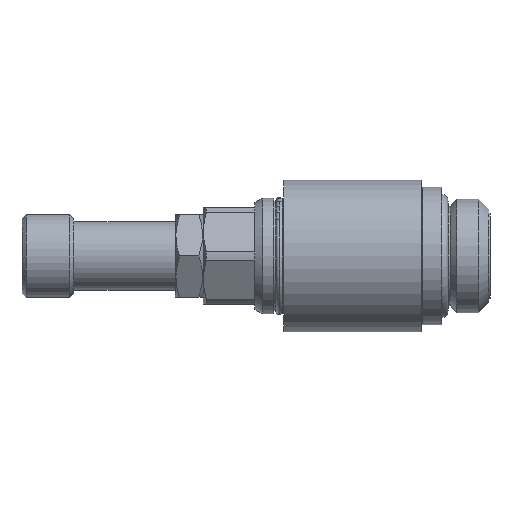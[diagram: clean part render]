
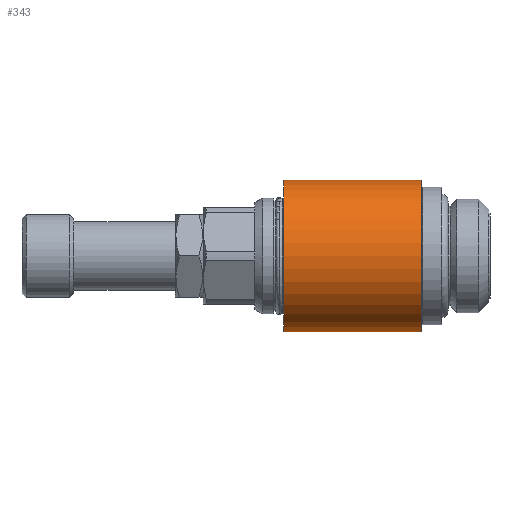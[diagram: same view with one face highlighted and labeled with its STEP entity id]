
A CAD part, left-side view. The second image highlights one B-rep face of the part: STEP entity #343.
In plain terms, the highlighted cylindrical face has radius 11 mm (diameter 22 mm), a partial arc.
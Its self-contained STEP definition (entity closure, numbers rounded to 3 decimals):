
#341 = EDGE_CURVE ( 'NONE', #1246, #1220, #3980, .T. ) ;
#343 = ADVANCED_FACE ( 'NONE', ( #3932 ), #3951, .T. ) ;
#344 = EDGE_LOOP ( 'NONE', ( #406, #407, #424, #425 ) ) ;
#406 = ORIENTED_EDGE ( 'NONE', *, *, #1152, .F. ) ;
#407 = ORIENTED_EDGE ( 'NONE', *, *, #432, .T. ) ;
#424 = ORIENTED_EDGE ( 'NONE', *, *, #1268, .T. ) ;
#425 = ORIENTED_EDGE ( 'NONE', *, *, #341, .T. ) ;
#432 = EDGE_CURVE ( 'NONE', #1219, #1155, #4076, .T. ) ;
#1152 = EDGE_CURVE ( 'NONE', #1219, #1220, #2191, .T. ) ;
#1155 = VERTEX_POINT ( 'NONE', #2180 ) ;
#1219 = VERTEX_POINT ( 'NONE', #2546 ) ;
#1220 = VERTEX_POINT ( 'NONE', #2545 ) ;
#1246 = VERTEX_POINT ( 'NONE', #2917 ) ;
#1268 = EDGE_CURVE ( 'NONE', #1155, #1246, #3033, .T. ) ;
#2164 = DIRECTION ( 'NONE',  ( 0., 1., 0. ) ) ;
#2165 = VECTOR ( 'NONE', #2164, 1000. ) ;
#2166 = CARTESIAN_POINT ( 'NONE',  ( 0., 36.386, -11. ) ) ;
#2180 = CARTESIAN_POINT ( 'NONE',  ( 0., 10.3, 11. ) ) ;
#2191 = LINE ( 'NONE', #2166, #2165 ) ;
#2545 = CARTESIAN_POINT ( 'NONE',  ( 0., 30.3, -11. ) ) ;
#2546 = CARTESIAN_POINT ( 'NONE',  ( 0., 10.3, -11. ) ) ;
#2917 = CARTESIAN_POINT ( 'NONE',  ( 0., 30.3, 11. ) ) ;
#3030 = DIRECTION ( 'NONE',  ( 0., 1., 0. ) ) ;
#3031 = VECTOR ( 'NONE', #3030, 1000. ) ;
#3032 = CARTESIAN_POINT ( 'NONE',  ( 0., 36.386, 11. ) ) ;
#3033 = LINE ( 'NONE', #3032, #3031 ) ;
#3932 = FACE_OUTER_BOUND ( 'NONE', #344, .T. ) ;
#3949 = DIRECTION ( 'NONE',  ( 0., 0., 1. ) ) ;
#3950 = AXIS2_PLACEMENT_3D ( 'NONE', #3955, #3963, #3949 ) ;
#3951 = CYLINDRICAL_SURFACE ( 'NONE', #3950, 11. ) ;
#3955 = CARTESIAN_POINT ( 'NONE',  ( 0., 36.386, 0. ) ) ;
#3963 = DIRECTION ( 'NONE',  ( 0., 1., 0. ) ) ;
#3966 = DIRECTION ( 'NONE',  ( 0., -1., 0. ) ) ;
#3967 = CARTESIAN_POINT ( 'NONE',  ( 0., 30.3, 0. ) ) ;
#3968 = AXIS2_PLACEMENT_3D ( 'NONE', #3967, #3966, #4038 ) ;
#3980 = CIRCLE ( 'NONE', #3968, 11. ) ;
#4038 = DIRECTION ( 'NONE',  ( 0., 0., -1. ) ) ;
#4072 = DIRECTION ( 'NONE',  ( 0., 0., 1. ) ) ;
#4073 = DIRECTION ( 'NONE',  ( 0., 1., 0. ) ) ;
#4074 = CARTESIAN_POINT ( 'NONE',  ( 0., 10.3, 0. ) ) ;
#4075 = AXIS2_PLACEMENT_3D ( 'NONE', #4074, #4073, #4072 ) ;
#4076 = CIRCLE ( 'NONE', #4075, 11. ) ;
